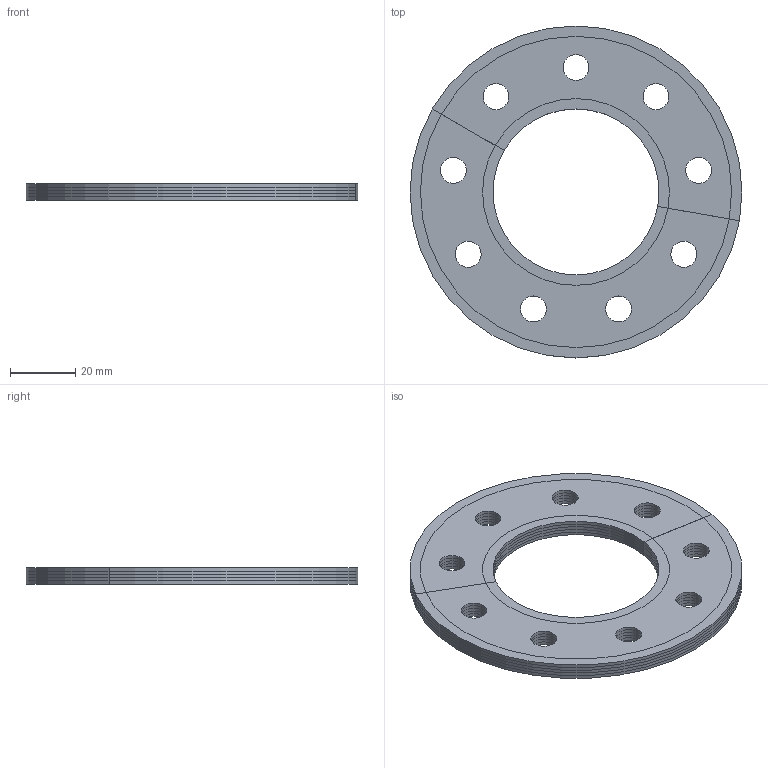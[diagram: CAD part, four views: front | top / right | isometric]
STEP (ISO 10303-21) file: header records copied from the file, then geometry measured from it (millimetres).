
FILE_DESCRIPTION(/* description */ (''),/* implementation_level */ '2;1');
FILE_NAME(/* name */ 'Wheel Spacer - 2 Parts.step',/* time_stamp */ '2023-05-22T22:13:04-04:00',/* author */ (''),/* organization */ (''),/* preprocessor_version */ 'ST-DEVELOPER v19.2',/* originating_system */ 'Autodesk Translation Framework v12.4.0.73',/* authorisation */ '');
FILE_SCHEMA (('AUTOMOTIVE_DESIGN { 1 0 10303 214 3 1 1 }'));
Length unit declared in the file: millimetre
Products named in the file (21): Wheel Spacer - 2 Parts; Spacer 1in - 4 Holes - 1mm; Spacer 1in - 4 Holes - 2mm; Spacer 1in - 4 Holes - 3mm; Spacer 1in - 4 Holes - 4mm; Spacer 1in - 4 Holes - 5mm; Spacer 1in - 5 Holes - 1mm; Spacer 1in - 5 Holes - 2mm; Spacer 1in - 5 Holes - 3mm; Spacer 1in - 5 Holes - 4mm; Spacer 1in - 5 Holes - 5mm; Spacer 0.75in - 4 Holes - 1mm; Spacer 0.75in - 4 Holes - 2mm; Spacer 0.75in - 4 Holes - 3mm; Spacer 0.75in - 4 Holes - 4mm; Spacer 0.75in - 4 Holes - 5mm; Spacer 0.75in - 5 Holes - 1mm; Spacer 0.75in - 5 Holes - 2mm; Spacer 0.75in - 5 Holes - 3mm; Spacer 0.75in - 5 Holes - 4mm; Spacer 0.75in - 5 Holes - 5mm
Assembly tree (20 placements, depth 2):
  Wheel Spacer - 2 Parts
    Spacer 1in - 4 Holes - 1mm
    Spacer 1in - 4 Holes - 2mm
    Spacer 1in - 4 Holes - 3mm
    Spacer 1in - 4 Holes - 4mm
    Spacer 1in - 4 Holes - 5mm
    Spacer 1in - 5 Holes - 1mm
    Spacer 1in - 5 Holes - 2mm
    Spacer 1in - 5 Holes - 3mm
    Spacer 1in - 5 Holes - 4mm
    Spacer 1in - 5 Holes - 5mm
    Spacer 0.75in - 4 Holes - 1mm
    Spacer 0.75in - 4 Holes - 2mm
    Spacer 0.75in - 4 Holes - 3mm
    Spacer 0.75in - 4 Holes - 4mm
    Spacer 0.75in - 4 Holes - 5mm
    Spacer 0.75in - 5 Holes - 1mm
    Spacer 0.75in - 5 Holes - 2mm
    Spacer 0.75in - 5 Holes - 3mm
    Spacer 0.75in - 5 Holes - 4mm
    Spacer 0.75in - 5 Holes - 5mm
Bounding box: 101.6 x 101.6 x 5 mm (x, y, z)
Surface area: 121264.8 mm2
Topology: 20 solids, 20 shells, 210 faces, 510 edges, 340 vertices
Faces by surface type: cylinder 130, plane 80
Full cylindrical faces by diameter (mm): 7.938 x90
Entity records: 7295 total; most frequent: DIRECTION 1272, CARTESIAN_POINT 1101, ORIENTED_EDGE 1020, AXIS2_PLACEMENT_3D 511, EDGE_CURVE 510, EDGE_LOOP 390, VERTEX_POINT 340, CIRCLE 260
